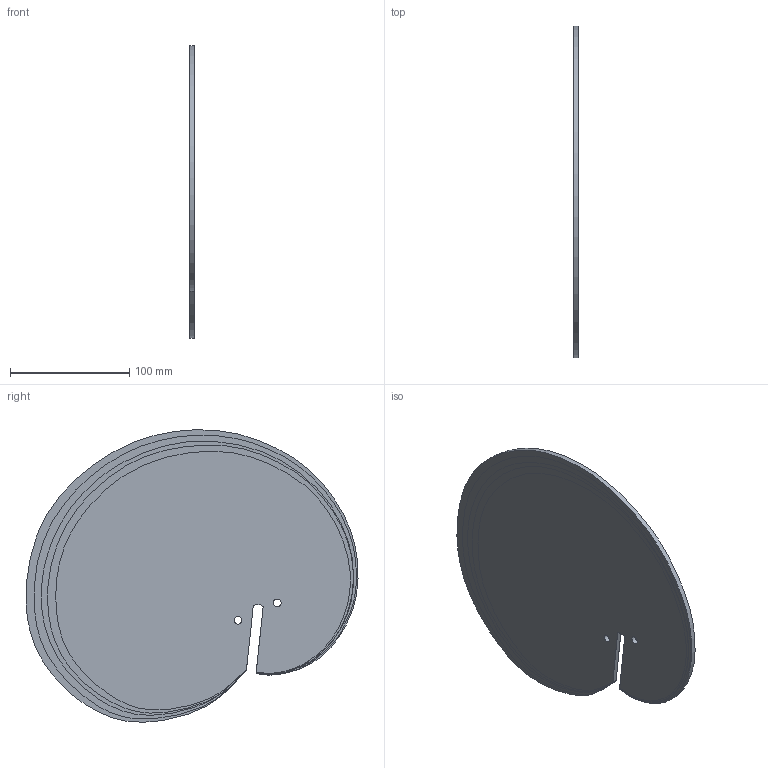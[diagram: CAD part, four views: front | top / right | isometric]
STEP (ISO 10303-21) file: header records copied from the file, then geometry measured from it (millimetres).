
FILE_DESCRIPTION(/* description */ (''),/* implementation_level */ '2;1');
FILE_NAME(/* name */ 'Levas_1_3.step',/* time_stamp */ '2020-03-30T22:57:51+02:00',/* author */ (''),/* organization */ (''),/* preprocessor_version */ 'ST-DEVELOPER v18',/* originating_system */ 'Autodesk Translation Framework v8.12.0.6',/* authorisation */ '');
FILE_SCHEMA (('AUTOMOTIVE_DESIGN { 1 0 10303 214 3 1 1 }'));
Length unit declared in the file: millimetre
Products named in the file (1): Levas NEW SET3
Bounding box: 4 x 278.27 x 245.26 mm (x, y, z)
Surface area: 477367.2 mm2
Topology: 5 solids, 5 shells, 46 faces, 108 edges, 72 vertices
Faces by surface type: cylinder 21, plane 20, bspline 5
Full cylindrical faces by diameter (mm): 6.4 x10
Entity records: 3847 total; most frequent: CARTESIAN_POINT 2727, DIRECTION 221, ORIENTED_EDGE 216, EDGE_CURVE 108, AXIS2_PLACEMENT_3D 84, VERTEX_POINT 72, EDGE_LOOP 66, LINE 53
